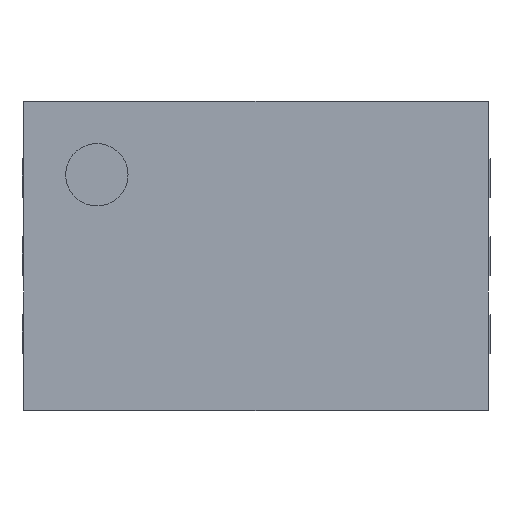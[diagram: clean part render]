
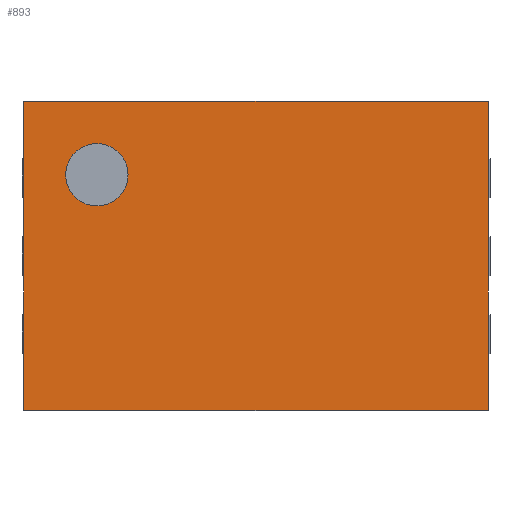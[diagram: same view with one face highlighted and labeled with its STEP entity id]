
A CAD part, top view. The second image highlights one B-rep face of the part: STEP entity #893.
In plain terms, the highlighted planar face has unit normal (0, 0, 1).
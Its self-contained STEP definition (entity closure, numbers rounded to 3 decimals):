
#13=DIRECTION('',(0.,0.,1.));
#27=VECTOR('',#28,1.);
#28=DIRECTION('',(0.,-1.,0.));
#48=DIRECTION('',(1.,0.,0.));
#58=VECTOR('',#48,1.);
#130=DIRECTION('',(-0.,0.,-1.));
#329=VERTEX_POINT('',#330);
#330=CARTESIAN_POINT('',(1.49,0.99,0.77));
#333=EDGE_CURVE('',#329,#334,#336,.T.);
#334=VERTEX_POINT('',#335);
#335=CARTESIAN_POINT('',(1.49,-0.99,0.77));
#336=LINE('',#330,#27);
#585=VERTEX_POINT('',#586);
#586=CARTESIAN_POINT('',(-1.49,-0.99,0.77));
#590=EDGE_CURVE('',#585,#334,#591,.T.);
#591=LINE('',#586,#58);
#600=VERTEX_POINT('',#601);
#601=CARTESIAN_POINT('',(-1.49,0.99,0.77));
#603=ORIENTED_EDGE('',*,*,#604,.T.);
#604=EDGE_CURVE('',#600,#585,#605,.T.);
#605=LINE('',#601,#27);
#857=ORIENTED_EDGE('',*,*,#858,.F.);
#858=EDGE_CURVE('',#600,#329,#859,.T.);
#859=LINE('',#601,#58);
#893=ADVANCED_FACE('',(#894,#898),#907,.T.);
#894=FACE_BOUND('',#895,.T.);
#895=EDGE_LOOP('',(#857,#603,#896,#897));
#896=ORIENTED_EDGE('',*,*,#590,.T.);
#897=ORIENTED_EDGE('',*,*,#333,.F.);
#898=FACE_BOUND('',#899,.T.);
#899=EDGE_LOOP('',(#900));
#900=ORIENTED_EDGE('',*,*,#901,.T.);
#901=EDGE_CURVE('',#902,#902,#904,.T.);
#902=VERTEX_POINT('',#903);
#903=CARTESIAN_POINT('',(-1.02,0.32,0.77));
#904=CIRCLE('',#905,0.2);
#905=AXIS2_PLACEMENT_3D('',#906,#130,#28);
#906=CARTESIAN_POINT('',(-1.02,0.52,0.77));
#907=PLANE('',#908);
#908=AXIS2_PLACEMENT_3D('',#601,#13,#28);
